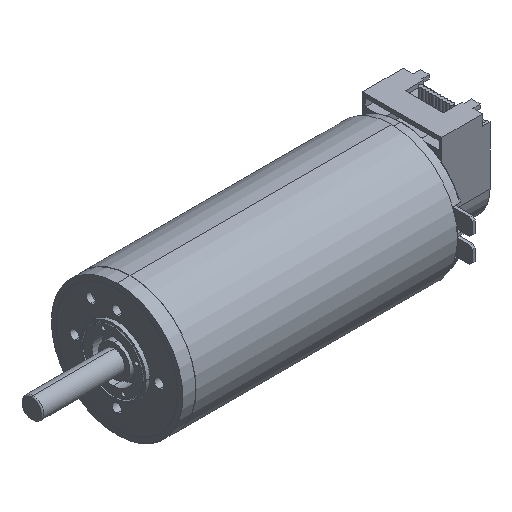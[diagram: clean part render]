
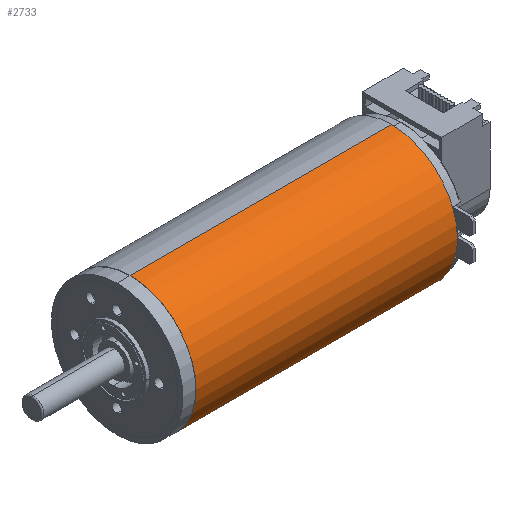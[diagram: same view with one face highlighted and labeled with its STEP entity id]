
A CAD part, isometric view. The second image highlights one B-rep face of the part: STEP entity #2733.
In plain terms, the highlighted cylindrical face has radius 25 mm (diameter 50 mm), a partial arc.
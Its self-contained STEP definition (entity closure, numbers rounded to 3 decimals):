
#772 = CYLINDRICAL_SURFACE ( 'NONE', #2876, 25. ) ;
#1085 = CARTESIAN_POINT ( 'NONE',  ( 5., 0., 25. ) ) ;
#1807 = DIRECTION ( 'NONE',  ( 0., 0., -1. ) ) ;
#2418 = CARTESIAN_POINT ( 'NONE',  ( 5., 0., -25. ) ) ;
#2672 = CARTESIAN_POINT ( 'NONE',  ( 104., 0., -25. ) ) ;
#2733 = ADVANCED_FACE ( 'NONE', ( #2935 ), #772, .T. ) ;
#2876 = AXIS2_PLACEMENT_3D ( 'NONE', #6368, #13042, #16123 ) ;
#2935 = FACE_OUTER_BOUND ( 'NONE', #11035, .T. ) ;
#3017 = ORIENTED_EDGE ( 'NONE', *, *, #14883, .F. ) ;
#3026 = EDGE_CURVE ( 'NONE', #12915, #7004, #4397, .T. ) ;
#3076 = CARTESIAN_POINT ( 'NONE',  ( 5., 0., -25. ) ) ;
#4397 = CIRCLE ( 'NONE', #16103, 25. ) ;
#4867 = VERTEX_POINT ( 'NONE', #2672 ) ;
#5170 = DIRECTION ( 'NONE',  ( 1., 0., 0. ) ) ;
#5360 = CIRCLE ( 'NONE', #13069, 25. ) ;
#5891 = ORIENTED_EDGE ( 'NONE', *, *, #3026, .T. ) ;
#6368 = CARTESIAN_POINT ( 'NONE',  ( 5., 0., 0. ) ) ;
#7004 = VERTEX_POINT ( 'NONE', #3076 ) ;
#8318 = ORIENTED_EDGE ( 'NONE', *, *, #11449, .T. ) ;
#8471 = EDGE_CURVE ( 'NONE', #4867, #8986, #5360, .T. ) ;
#8986 = VERTEX_POINT ( 'NONE', #9146 ) ;
#9146 = CARTESIAN_POINT ( 'NONE',  ( 104., 0., 25. ) ) ;
#10368 = CARTESIAN_POINT ( 'NONE',  ( 5., 0., 25. ) ) ;
#10793 = CARTESIAN_POINT ( 'NONE',  ( 104., 0., 0. ) ) ;
#11035 = EDGE_LOOP ( 'NONE', ( #3017, #5891, #8318, #15474 ) ) ;
#11449 = EDGE_CURVE ( 'NONE', #7004, #4867, #17589, .T. ) ;
#12915 = VERTEX_POINT ( 'NONE', #10368 ) ;
#13042 = DIRECTION ( 'NONE',  ( 1., 0., 0. ) ) ;
#13069 = AXIS2_PLACEMENT_3D ( 'NONE', #10793, #13588, #16187 ) ;
#13274 = DIRECTION ( 'NONE',  ( 1., 0., 0. ) ) ;
#13588 = DIRECTION ( 'NONE',  ( -1., 0., 0. ) ) ;
#13704 = VECTOR ( 'NONE', #5170, 1000. ) ;
#13814 = LINE ( 'NONE', #1085, #14437 ) ;
#14437 = VECTOR ( 'NONE', #13274, 1000. ) ;
#14883 = EDGE_CURVE ( 'NONE', #12915, #8986, #13814, .T. ) ;
#15474 = ORIENTED_EDGE ( 'NONE', *, *, #8471, .T. ) ;
#16103 = AXIS2_PLACEMENT_3D ( 'NONE', #16885, #16772, #1807 ) ;
#16123 = DIRECTION ( 'NONE',  ( 0., 0., -1. ) ) ;
#16187 = DIRECTION ( 'NONE',  ( 0., 0., -1. ) ) ;
#16772 = DIRECTION ( 'NONE',  ( 1., 0., 0. ) ) ;
#16885 = CARTESIAN_POINT ( 'NONE',  ( 5., 0., 0. ) ) ;
#17589 = LINE ( 'NONE', #2418, #13704 ) ;
